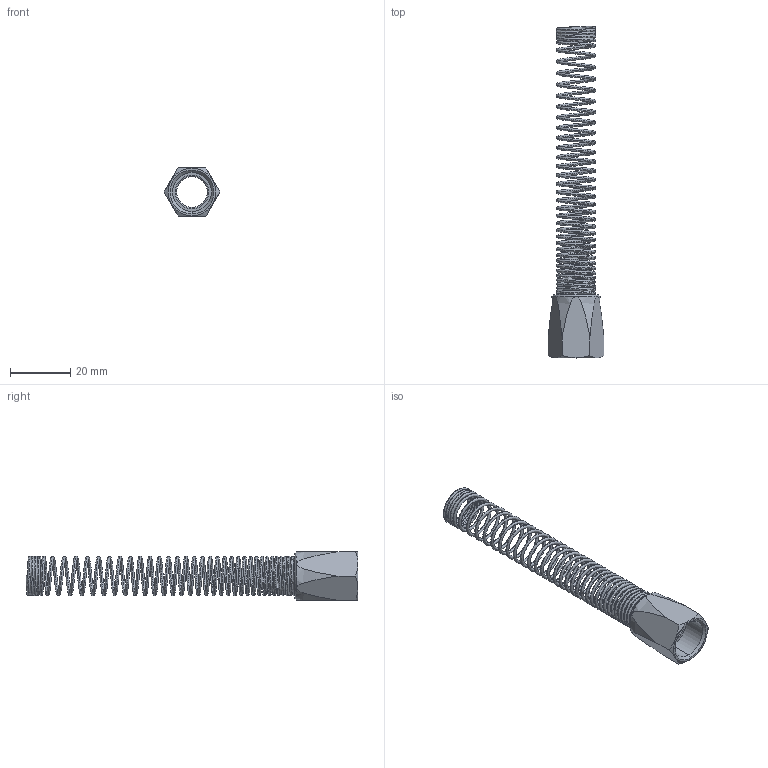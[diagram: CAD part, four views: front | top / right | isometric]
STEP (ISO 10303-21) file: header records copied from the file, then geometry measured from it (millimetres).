
FILE_DESCRIPTION (( 'STEP AP203' ), '1' );
FILE_NAME ('02220050.STEP', '2011-10-04T15:25:14', ( '' ), ( 'sopra-pneumatic' ), 'SwSTEP 2.0', 'SolidWorks 2011', '' );
FILE_SCHEMA (( 'CONFIG_CONTROL_DESIGN' ));
Length unit declared in the file: millimetre
Products named in the file (1): 02220050
Bounding box: 18.48 x 110.35 x 16 mm (x, y, z)
Volume: 3475.4 mm3; surface area: 7741.2 mm2
Topology: 2 solids, 2 shells, 37 faces, 78 edges, 46 vertices
Faces by surface type: cone 16, plane 11, cylinder 6, torus 2, bspline 2
Entity records: 23419 total; most frequent: CARTESIAN_POINT 22582, ORIENTED_EDGE 156, DIRECTION 154, EDGE_CURVE 78, AXIS2_PLACEMENT_3D 66, VERTEX_POINT 46, EDGE_LOOP 40, FACE_OUTER_BOUND 37
